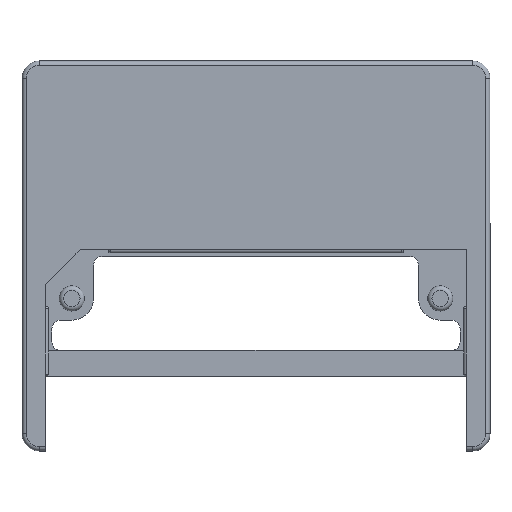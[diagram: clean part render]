
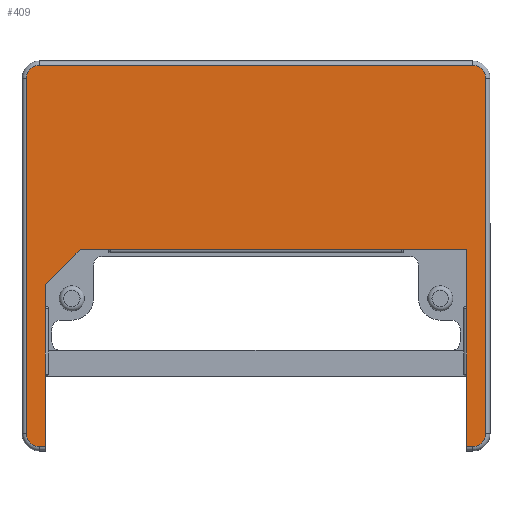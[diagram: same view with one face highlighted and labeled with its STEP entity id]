
A CAD part, top view. The second image highlights one B-rep face of the part: STEP entity #409.
In plain terms, the highlighted face is planar.
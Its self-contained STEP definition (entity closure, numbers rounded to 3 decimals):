
#60 = VERTEX_POINT('',#61);
#61 = CARTESIAN_POINT('',(-14.6,-16.8,-1.6));
#122 = EDGE_CURVE('',#60,#123,#125,.T.);
#123 = VERTEX_POINT('',#124);
#124 = CARTESIAN_POINT('',(-14.6,-17.,-1.6));
#125 = LINE('',#126,#127);
#126 = CARTESIAN_POINT('',(-14.6,-3.35,-1.6));
#127 = VECTOR('',#128,1.);
#128 = DIRECTION('',(0.,-1.,0.));
#130 = EDGE_CURVE('',#123,#131,#133,.T.);
#131 = VERTEX_POINT('',#132);
#132 = CARTESIAN_POINT('',(-14.6,-24.3,-1.6));
#133 = LINE('',#134,#135);
#134 = CARTESIAN_POINT('',(-14.6,-3.35,-1.6));
#135 = VECTOR('',#136,1.);
#136 = DIRECTION('',(0.,-1.,0.));
#155 = VERTEX_POINT('',#156);
#156 = CARTESIAN_POINT('',(-14.6,20.3,-1.6));
#162 = EDGE_CURVE('',#155,#163,#165,.T.);
#163 = VERTEX_POINT('',#164);
#164 = CARTESIAN_POINT('',(-14.6,17.,-1.6));
#165 = LINE('',#166,#167);
#166 = CARTESIAN_POINT('',(-14.6,-3.35,-1.6));
#167 = VECTOR('',#168,1.);
#168 = DIRECTION('',(0.,-1.,0.));
#170 = EDGE_CURVE('',#163,#171,#173,.T.);
#171 = VERTEX_POINT('',#172);
#172 = CARTESIAN_POINT('',(-14.6,16.8,-1.6));
#173 = LINE('',#174,#175);
#174 = CARTESIAN_POINT('',(-14.6,-3.35,-1.6));
#175 = VECTOR('',#176,1.);
#176 = DIRECTION('',(0.,-1.,0.));
#380 = EDGE_CURVE('',#171,#60,#381,.T.);
#381 = LINE('',#382,#383);
#382 = CARTESIAN_POINT('',(-14.6,-3.35,-1.6));
#383 = VECTOR('',#384,1.);
#384 = DIRECTION('',(0.,-1.,0.));
#409 = ADVANCED_FACE('',(#410),#579,.F.);
#410 = FACE_BOUND('',#411,.F.);
#411 = EDGE_LOOP('',(#412,#422,#430,#436,#437,#438,#439,#440,#441,#449,
    #457,#465,#473,#481,#489,#497,#506,#514,#523,#531,#540,#548,#557,
    #565,#573));
#412 = ORIENTED_EDGE('',*,*,#413,.F.);
#413 = EDGE_CURVE('',#414,#416,#418,.T.);
#414 = VERTEX_POINT('',#415);
#415 = CARTESIAN_POINT('',(-7.85,-24.3,-1.6));
#416 = VERTEX_POINT('',#417);
#417 = CARTESIAN_POINT('',(-0.25,-24.3,-1.6));
#418 = LINE('',#419,#420);
#419 = CARTESIAN_POINT('',(-25.5,-24.3,-1.6));
#420 = VECTOR('',#421,1.);
#421 = DIRECTION('',(1.,0.,0.));
#422 = ORIENTED_EDGE('',*,*,#423,.F.);
#423 = EDGE_CURVE('',#424,#414,#426,.T.);
#424 = VERTEX_POINT('',#425);
#425 = CARTESIAN_POINT('',(-8.05,-24.3,-1.6));
#426 = LINE('',#427,#428);
#427 = CARTESIAN_POINT('',(-25.5,-24.3,-1.6));
#428 = VECTOR('',#429,1.);
#429 = DIRECTION('',(1.,0.,0.));
#430 = ORIENTED_EDGE('',*,*,#431,.F.);
#431 = EDGE_CURVE('',#131,#424,#432,.T.);
#432 = LINE('',#433,#434);
#433 = CARTESIAN_POINT('',(-25.5,-24.3,-1.6));
#434 = VECTOR('',#435,1.);
#435 = DIRECTION('',(1.,0.,0.));
#436 = ORIENTED_EDGE('',*,*,#130,.F.);
#437 = ORIENTED_EDGE('',*,*,#122,.F.);
#438 = ORIENTED_EDGE('',*,*,#380,.F.);
#439 = ORIENTED_EDGE('',*,*,#170,.F.);
#440 = ORIENTED_EDGE('',*,*,#162,.F.);
#441 = ORIENTED_EDGE('',*,*,#442,.F.);
#442 = EDGE_CURVE('',#443,#155,#445,.T.);
#443 = VERTEX_POINT('',#444);
#444 = CARTESIAN_POINT('',(-10.6,24.3,-1.6));
#445 = LINE('',#446,#447);
#446 = CARTESIAN_POINT('',(-29.875,5.025,-1.6));
#447 = VECTOR('',#448,1.);
#448 = DIRECTION('',(-0.707,-0.707,0.));
#449 = ORIENTED_EDGE('',*,*,#450,.F.);
#450 = EDGE_CURVE('',#451,#443,#453,.T.);
#451 = VERTEX_POINT('',#452);
#452 = CARTESIAN_POINT('',(-8.05,24.3,-1.6));
#453 = LINE('',#454,#455);
#454 = CARTESIAN_POINT('',(-18.2,24.3,-1.6));
#455 = VECTOR('',#456,1.);
#456 = DIRECTION('',(-1.,0.,0.));
#457 = ORIENTED_EDGE('',*,*,#458,.F.);
#458 = EDGE_CURVE('',#459,#451,#461,.T.);
#459 = VERTEX_POINT('',#460);
#460 = CARTESIAN_POINT('',(-7.85,24.3,-1.6));
#461 = LINE('',#462,#463);
#462 = CARTESIAN_POINT('',(-18.2,24.3,-1.6));
#463 = VECTOR('',#464,1.);
#464 = DIRECTION('',(-1.,0.,0.));
#465 = ORIENTED_EDGE('',*,*,#466,.F.);
#466 = EDGE_CURVE('',#467,#459,#469,.T.);
#467 = VERTEX_POINT('',#468);
#468 = CARTESIAN_POINT('',(-0.25,24.3,-1.6));
#469 = LINE('',#470,#471);
#470 = CARTESIAN_POINT('',(-18.2,24.3,-1.6));
#471 = VECTOR('',#472,1.);
#472 = DIRECTION('',(-1.,0.,0.));
#473 = ORIENTED_EDGE('',*,*,#474,.F.);
#474 = EDGE_CURVE('',#475,#467,#477,.T.);
#475 = VERTEX_POINT('',#476);
#476 = CARTESIAN_POINT('',(-0.05,24.3,-1.6));
#477 = LINE('',#478,#479);
#478 = CARTESIAN_POINT('',(-18.2,24.3,-1.6));
#479 = VECTOR('',#480,1.);
#480 = DIRECTION('',(-1.,0.,0.));
#481 = ORIENTED_EDGE('',*,*,#482,.F.);
#482 = EDGE_CURVE('',#483,#475,#485,.T.);
#483 = VERTEX_POINT('',#484);
#484 = CARTESIAN_POINT('',(8.1,24.3,-1.6));
#485 = LINE('',#486,#487);
#486 = CARTESIAN_POINT('',(-18.2,24.3,-1.6));
#487 = VECTOR('',#488,1.);
#488 = DIRECTION('',(-1.,0.,0.));
#489 = ORIENTED_EDGE('',*,*,#490,.F.);
#490 = EDGE_CURVE('',#491,#483,#493,.T.);
#491 = VERTEX_POINT('',#492);
#492 = CARTESIAN_POINT('',(8.1,25.,-1.6));
#493 = LINE('',#494,#495);
#494 = CARTESIAN_POINT('',(8.1,25.,-1.6));
#495 = VECTOR('',#496,1.);
#496 = DIRECTION('',(-0.,-1.,-0.));
#497 = ORIENTED_EDGE('',*,*,#498,.F.);
#498 = EDGE_CURVE('',#499,#491,#501,.T.);
#499 = VERTEX_POINT('',#500);
#500 = CARTESIAN_POINT('',(6.6,26.5,-1.6));
#501 = CIRCLE('',#502,1.5);
#502 = AXIS2_PLACEMENT_3D('',#503,#504,#505);
#503 = CARTESIAN_POINT('',(6.6,25.,-1.6));
#504 = DIRECTION('',(0.,0.,-1.));
#505 = DIRECTION('',(0.,1.,0.));
#506 = ORIENTED_EDGE('',*,*,#507,.F.);
#507 = EDGE_CURVE('',#508,#499,#510,.T.);
#508 = VERTEX_POINT('',#509);
#509 = CARTESIAN_POINT('',(-34.4,26.5,-1.6));
#510 = LINE('',#511,#512);
#511 = CARTESIAN_POINT('',(-34.4,26.5,-1.6));
#512 = VECTOR('',#513,1.);
#513 = DIRECTION('',(1.,0.,0.));
#514 = ORIENTED_EDGE('',*,*,#515,.F.);
#515 = EDGE_CURVE('',#516,#508,#518,.T.);
#516 = VERTEX_POINT('',#517);
#517 = CARTESIAN_POINT('',(-35.9,25.,-1.6));
#518 = CIRCLE('',#519,1.5);
#519 = AXIS2_PLACEMENT_3D('',#520,#521,#522);
#520 = CARTESIAN_POINT('',(-34.4,25.,-1.6));
#521 = DIRECTION('',(0.,0.,-1.));
#522 = DIRECTION('',(-1.,0.,0.));
#523 = ORIENTED_EDGE('',*,*,#524,.F.);
#524 = EDGE_CURVE('',#525,#516,#527,.T.);
#525 = VERTEX_POINT('',#526);
#526 = CARTESIAN_POINT('',(-35.9,-25.,-1.6));
#527 = LINE('',#528,#529);
#528 = CARTESIAN_POINT('',(-35.9,-25.,-1.6));
#529 = VECTOR('',#530,1.);
#530 = DIRECTION('',(0.,1.,0.));
#531 = ORIENTED_EDGE('',*,*,#532,.F.);
#532 = EDGE_CURVE('',#533,#525,#535,.T.);
#533 = VERTEX_POINT('',#534);
#534 = CARTESIAN_POINT('',(-34.4,-26.5,-1.6));
#535 = CIRCLE('',#536,1.5);
#536 = AXIS2_PLACEMENT_3D('',#537,#538,#539);
#537 = CARTESIAN_POINT('',(-34.4,-25.,-1.6));
#538 = DIRECTION('',(-0.,-0.,-1.));
#539 = DIRECTION('',(0.,-1.,0.));
#540 = ORIENTED_EDGE('',*,*,#541,.F.);
#541 = EDGE_CURVE('',#542,#533,#544,.T.);
#542 = VERTEX_POINT('',#543);
#543 = CARTESIAN_POINT('',(6.6,-26.5,-1.6));
#544 = LINE('',#545,#546);
#545 = CARTESIAN_POINT('',(6.6,-26.5,-1.6));
#546 = VECTOR('',#547,1.);
#547 = DIRECTION('',(-1.,-0.,-0.));
#548 = ORIENTED_EDGE('',*,*,#549,.F.);
#549 = EDGE_CURVE('',#550,#542,#552,.T.);
#550 = VERTEX_POINT('',#551);
#551 = CARTESIAN_POINT('',(8.1,-25.,-1.6));
#552 = CIRCLE('',#553,1.5);
#553 = AXIS2_PLACEMENT_3D('',#554,#555,#556);
#554 = CARTESIAN_POINT('',(6.6,-25.,-1.6));
#555 = DIRECTION('',(0.,0.,-1.));
#556 = DIRECTION('',(1.,0.,0.));
#557 = ORIENTED_EDGE('',*,*,#558,.F.);
#558 = EDGE_CURVE('',#559,#550,#561,.T.);
#559 = VERTEX_POINT('',#560);
#560 = CARTESIAN_POINT('',(8.1,-24.3,-1.6));
#561 = LINE('',#562,#563);
#562 = CARTESIAN_POINT('',(8.1,-24.3,-1.6));
#563 = VECTOR('',#564,1.);
#564 = DIRECTION('',(-0.,-1.,-0.));
#565 = ORIENTED_EDGE('',*,*,#566,.F.);
#566 = EDGE_CURVE('',#567,#559,#569,.T.);
#567 = VERTEX_POINT('',#568);
#568 = CARTESIAN_POINT('',(-0.05,-24.3,-1.6));
#569 = LINE('',#570,#571);
#570 = CARTESIAN_POINT('',(-25.5,-24.3,-1.6));
#571 = VECTOR('',#572,1.);
#572 = DIRECTION('',(1.,0.,0.));
#573 = ORIENTED_EDGE('',*,*,#574,.F.);
#574 = EDGE_CURVE('',#416,#567,#575,.T.);
#575 = LINE('',#576,#577);
#576 = CARTESIAN_POINT('',(-25.5,-24.3,-1.6));
#577 = VECTOR('',#578,1.);
#578 = DIRECTION('',(1.,0.,0.));
#579 = PLANE('',#580);
#580 = AXIS2_PLACEMENT_3D('',#581,#582,#583);
#581 = CARTESIAN_POINT('',(-36.4,-27.,-1.6));
#582 = DIRECTION('',(0.,0.,1.));
#583 = DIRECTION('',(1.,0.,0.));
